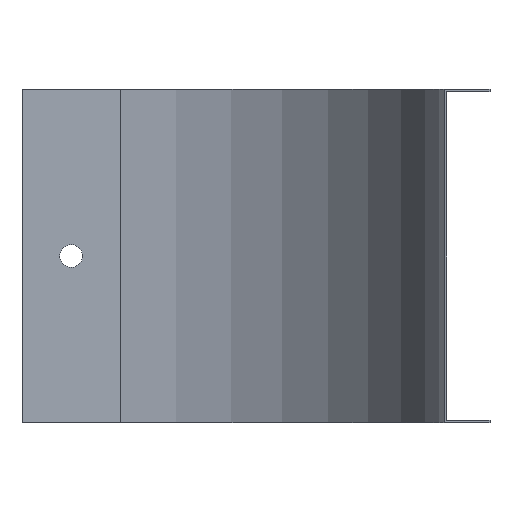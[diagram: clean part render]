
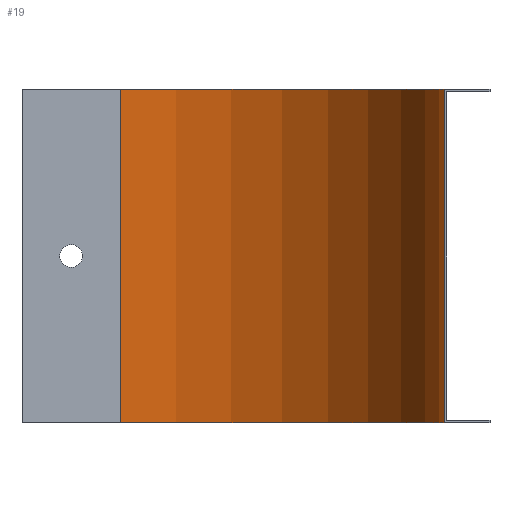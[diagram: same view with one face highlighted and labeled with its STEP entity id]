
A CAD part, left-side view. The second image highlights one B-rep face of the part: STEP entity #19.
In plain terms, the highlighted cylindrical face has radius 99 mm (diameter 198 mm), a partial arc.
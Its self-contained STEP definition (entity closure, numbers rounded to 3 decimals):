
#19 = ADVANCED_FACE ( 'NONE', ( #178 ), #174, .F. ) ;
#36 = CIRCLE ( 'NONE', #408, 99. ) ;
#38 = CIRCLE ( 'NONE', #411, 99. ) ;
#128 = VECTOR ( 'NONE', #552, 1000. ) ;
#129 = LINE ( 'NONE', #587, #128 ) ;
#137 = VECTOR ( 'NONE', #576, 1000. ) ;
#140 = LINE ( 'NONE', #579, #137 ) ;
#174 = CYLINDRICAL_SURFACE ( 'NONE', #388, 99. ) ;
#178 = FACE_OUTER_BOUND ( 'NONE', #238, .T. ) ;
#196 = VERTEX_POINT ( 'NONE', #638 ) ;
#207 = VERTEX_POINT ( 'NONE', #532 ) ;
#221 = VERTEX_POINT ( 'NONE', #489 ) ;
#222 = VERTEX_POINT ( 'NONE', #481 ) ;
#238 = EDGE_LOOP ( 'NONE', ( #311, #312, #313, #314 ) ) ;
#311 = ORIENTED_EDGE ( 'NONE', *, *, #424, .T. ) ;
#312 = ORIENTED_EDGE ( 'NONE', *, *, #449, .F. ) ;
#313 = ORIENTED_EDGE ( 'NONE', *, *, #425, .F. ) ;
#314 = ORIENTED_EDGE ( 'NONE', *, *, #454, .T. ) ;
#388 = AXIS2_PLACEMENT_3D ( 'NONE', #640, #559, #664 ) ;
#408 = AXIS2_PLACEMENT_3D ( 'NONE', #649, #647, #646 ) ;
#411 = AXIS2_PLACEMENT_3D ( 'NONE', #654, #653, #651 ) ;
#424 = EDGE_CURVE ( 'NONE', #196, #221, #38, .T. ) ;
#425 = EDGE_CURVE ( 'NONE', #207, #222, #36, .T. ) ;
#449 = EDGE_CURVE ( 'NONE', #222, #221, #140, .T. ) ;
#454 = EDGE_CURVE ( 'NONE', #207, #196, #129, .T. ) ;
#481 = CARTESIAN_POINT ( 'NONE',  ( 30., 0., 0.8 ) ) ;
#489 = CARTESIAN_POINT ( 'NONE',  ( 30., 0., -101.2 ) ) ;
#532 = CARTESIAN_POINT ( 'NONE',  ( 129., 99., 0.8 ) ) ;
#552 = DIRECTION ( 'NONE',  ( 0., 0., -1. ) ) ;
#559 = DIRECTION ( 'NONE',  ( 0., 0., -1. ) ) ;
#576 = DIRECTION ( 'NONE',  ( 0., 0., -1. ) ) ;
#579 = CARTESIAN_POINT ( 'NONE',  ( 30., 0., 0.8 ) ) ;
#587 = CARTESIAN_POINT ( 'NONE',  ( 129., 99., 0.8 ) ) ;
#638 = CARTESIAN_POINT ( 'NONE',  ( 129., 99., -101.2 ) ) ;
#640 = CARTESIAN_POINT ( 'NONE',  ( 30., 99., 0.8 ) ) ;
#646 = DIRECTION ( 'NONE',  ( 1., 0., 0. ) ) ;
#647 = DIRECTION ( 'NONE',  ( 0., 0., -1. ) ) ;
#649 = CARTESIAN_POINT ( 'NONE',  ( 30., 99., 0.8 ) ) ;
#651 = DIRECTION ( 'NONE',  ( 1., 0., 0. ) ) ;
#653 = DIRECTION ( 'NONE',  ( 0., 0., -1. ) ) ;
#654 = CARTESIAN_POINT ( 'NONE',  ( 30., 99., -101.2 ) ) ;
#664 = DIRECTION ( 'NONE',  ( -1., 0., 0. ) ) ;
